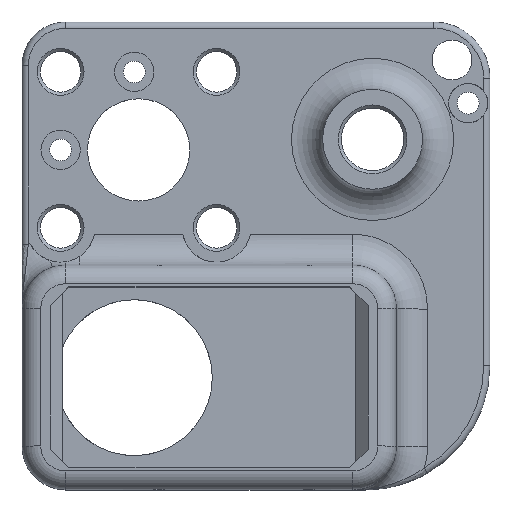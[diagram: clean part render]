
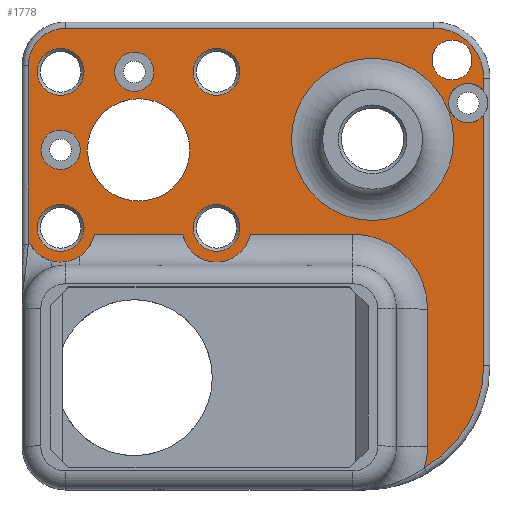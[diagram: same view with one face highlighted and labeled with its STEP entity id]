
A CAD part, top view. The second image highlights one B-rep face of the part: STEP entity #1778.
In plain terms, the highlighted planar face has unit normal (0, 0, 1).
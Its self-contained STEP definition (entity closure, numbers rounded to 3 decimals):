
#57=FACE_BOUND('',#248,.T.);
#58=FACE_BOUND('',#249,.T.);
#59=FACE_BOUND('',#250,.T.);
#60=FACE_BOUND('',#251,.T.);
#61=FACE_BOUND('',#252,.T.);
#62=FACE_BOUND('',#253,.T.);
#63=FACE_BOUND('',#254,.T.);
#64=FACE_BOUND('',#255,.T.);
#65=FACE_BOUND('',#256,.T.);
#102=PLANE('',#1917);
#138=FACE_OUTER_BOUND('',#247,.T.);
#247=EDGE_LOOP('',(#1210,#1211,#1212,#1213,#1214,#1215,#1216,#1217,#1218,
#1219,#1220,#1221,#1222,#1223,#1224,#1225,#1226));
#248=EDGE_LOOP('',(#1227));
#249=EDGE_LOOP('',(#1228));
#250=EDGE_LOOP('',(#1229));
#251=EDGE_LOOP('',(#1230));
#252=EDGE_LOOP('',(#1231));
#253=EDGE_LOOP('',(#1232));
#254=EDGE_LOOP('',(#1233));
#255=EDGE_LOOP('',(#1234));
#256=EDGE_LOOP('',(#1235));
#392=LINE('',#2773,#508);
#393=LINE('',#2777,#509);
#394=LINE('',#2781,#510);
#395=LINE('',#2787,#511);
#396=LINE('',#2791,#512);
#397=LINE('',#2795,#513);
#398=LINE('',#2800,#514);
#508=VECTOR('',#2177,10.);
#509=VECTOR('',#2180,10.);
#510=VECTOR('',#2183,10.);
#511=VECTOR('',#2188,10.);
#512=VECTOR('',#2191,10.);
#513=VECTOR('',#2194,10.);
#514=VECTOR('',#2199,10.);
#621=CIRCLE('',#1902,3.15);
#624=CIRCLE('',#1907,3.15);
#627=CIRCLE('',#1912,3.15);
#629=CIRCLE('',#1914,3.15);
#631=CIRCLE('',#1918,8.);
#632=CIRCLE('',#1919,6.);
#633=CIRCLE('',#1920,12.);
#634=CIRCLE('',#1921,5.5);
#635=CIRCLE('',#1922,5.5);
#636=CIRCLE('',#1923,12.);
#637=CIRCLE('',#1924,12.);
#638=CIRCLE('',#1925,19.);
#639=CIRCLE('',#1926,3.75);
#640=CIRCLE('',#1927,3.75);
#641=CIRCLE('',#1928,13.);
#642=CIRCLE('',#1929,3.75);
#643=CIRCLE('',#1930,3.75);
#644=CIRCLE('',#1931,8.2);
#645=CIRCLE('',#1932,3.2);
#755=VERTEX_POINT('',#2732);
#758=VERTEX_POINT('',#2741);
#761=VERTEX_POINT('',#2750);
#762=VERTEX_POINT('',#2751);
#763=VERTEX_POINT('',#2762);
#766=VERTEX_POINT('',#2772);
#767=VERTEX_POINT('',#2774);
#768=VERTEX_POINT('',#2776);
#769=VERTEX_POINT('',#2778);
#770=VERTEX_POINT('',#2780);
#771=VERTEX_POINT('',#2782);
#772=VERTEX_POINT('',#2784);
#773=VERTEX_POINT('',#2786);
#774=VERTEX_POINT('',#2788);
#775=VERTEX_POINT('',#2790);
#776=VERTEX_POINT('',#2792);
#777=VERTEX_POINT('',#2794);
#778=VERTEX_POINT('',#2796);
#779=VERTEX_POINT('',#2798);
#780=VERTEX_POINT('',#2801);
#781=VERTEX_POINT('',#2803);
#782=VERTEX_POINT('',#2805);
#783=VERTEX_POINT('',#2807);
#784=VERTEX_POINT('',#2809);
#785=VERTEX_POINT('',#2811);
#786=VERTEX_POINT('',#2813);
#924=EDGE_CURVE('',#755,#755,#621,.T.);
#928=EDGE_CURVE('',#758,#758,#624,.T.);
#933=EDGE_CURVE('',#762,#763,#627,.T.);
#936=EDGE_CURVE('',#763,#761,#629,.T.);
#938=EDGE_CURVE('',#762,#766,#392,.T.);
#939=EDGE_CURVE('',#766,#767,#631,.T.);
#940=EDGE_CURVE('',#767,#768,#393,.T.);
#941=EDGE_CURVE('',#768,#769,#632,.T.);
#942=EDGE_CURVE('',#769,#770,#394,.T.);
#943=EDGE_CURVE('',#770,#771,#633,.T.);
#944=EDGE_CURVE('',#772,#771,#634,.T.);
#945=EDGE_CURVE('',#772,#773,#395,.T.);
#946=EDGE_CURVE('',#774,#773,#635,.T.);
#947=EDGE_CURVE('',#774,#775,#396,.T.);
#948=EDGE_CURVE('',#775,#776,#636,.T.);
#949=EDGE_CURVE('',#776,#777,#397,.T.);
#950=EDGE_CURVE('',#777,#778,#637,.T.);
#951=EDGE_CURVE('',#778,#779,#638,.T.);
#952=EDGE_CURVE('',#779,#761,#398,.T.);
#953=EDGE_CURVE('',#780,#780,#639,.T.);
#954=EDGE_CURVE('',#781,#781,#640,.T.);
#955=EDGE_CURVE('',#782,#782,#641,.T.);
#956=EDGE_CURVE('',#783,#783,#642,.T.);
#957=EDGE_CURVE('',#784,#784,#643,.T.);
#958=EDGE_CURVE('',#785,#785,#644,.T.);
#959=EDGE_CURVE('',#786,#786,#645,.T.);
#1210=ORIENTED_EDGE('',*,*,#933,.F.);
#1211=ORIENTED_EDGE('',*,*,#938,.T.);
#1212=ORIENTED_EDGE('',*,*,#939,.T.);
#1213=ORIENTED_EDGE('',*,*,#940,.T.);
#1214=ORIENTED_EDGE('',*,*,#941,.T.);
#1215=ORIENTED_EDGE('',*,*,#942,.T.);
#1216=ORIENTED_EDGE('',*,*,#943,.T.);
#1217=ORIENTED_EDGE('',*,*,#944,.F.);
#1218=ORIENTED_EDGE('',*,*,#945,.T.);
#1219=ORIENTED_EDGE('',*,*,#946,.F.);
#1220=ORIENTED_EDGE('',*,*,#947,.T.);
#1221=ORIENTED_EDGE('',*,*,#948,.T.);
#1222=ORIENTED_EDGE('',*,*,#949,.T.);
#1223=ORIENTED_EDGE('',*,*,#950,.T.);
#1224=ORIENTED_EDGE('',*,*,#951,.T.);
#1225=ORIENTED_EDGE('',*,*,#952,.T.);
#1226=ORIENTED_EDGE('',*,*,#936,.F.);
#1227=ORIENTED_EDGE('',*,*,#953,.T.);
#1228=ORIENTED_EDGE('',*,*,#954,.T.);
#1229=ORIENTED_EDGE('',*,*,#955,.T.);
#1230=ORIENTED_EDGE('',*,*,#956,.T.);
#1231=ORIENTED_EDGE('',*,*,#957,.T.);
#1232=ORIENTED_EDGE('',*,*,#958,.F.);
#1233=ORIENTED_EDGE('',*,*,#959,.F.);
#1234=ORIENTED_EDGE('',*,*,#928,.F.);
#1235=ORIENTED_EDGE('',*,*,#924,.F.);
#1778=ADVANCED_FACE('',(#138,#57,#58,#59,#60,#61,#62,#63,#64,#65),#102,
 .T.);
#1902=AXIS2_PLACEMENT_3D('',#2733,#2142,#2143);
#1907=AXIS2_PLACEMENT_3D('',#2742,#2153,#2154);
#1912=AXIS2_PLACEMENT_3D('',#2763,#2164,#2165);
#1914=AXIS2_PLACEMENT_3D('',#2767,#2169,#2170);
#1917=AXIS2_PLACEMENT_3D('',#2771,#2175,#2176);
#1918=AXIS2_PLACEMENT_3D('',#2775,#2178,#2179);
#1919=AXIS2_PLACEMENT_3D('',#2779,#2181,#2182);
#1920=AXIS2_PLACEMENT_3D('',#2783,#2184,#2185);
#1921=AXIS2_PLACEMENT_3D('',#2785,#2186,#2187);
#1922=AXIS2_PLACEMENT_3D('',#2789,#2189,#2190);
#1923=AXIS2_PLACEMENT_3D('',#2793,#2192,#2193);
#1924=AXIS2_PLACEMENT_3D('',#2797,#2195,#2196);
#1925=AXIS2_PLACEMENT_3D('',#2799,#2197,#2198);
#1926=AXIS2_PLACEMENT_3D('',#2802,#2200,#2201);
#1927=AXIS2_PLACEMENT_3D('',#2804,#2202,#2203);
#1928=AXIS2_PLACEMENT_3D('',#2806,#2204,#2205);
#1929=AXIS2_PLACEMENT_3D('',#2808,#2206,#2207);
#1930=AXIS2_PLACEMENT_3D('',#2810,#2208,#2209);
#1931=AXIS2_PLACEMENT_3D('',#2812,#2210,#2211);
#1932=AXIS2_PLACEMENT_3D('',#2814,#2212,#2213);
#2142=DIRECTION('center_axis',(0.,0.,1.));
#2143=DIRECTION('ref_axis',(1.,0.,0.));
#2153=DIRECTION('center_axis',(0.,0.,1.));
#2154=DIRECTION('ref_axis',(1.,0.,0.));
#2164=DIRECTION('center_axis',(0.,0.,1.));
#2165=DIRECTION('ref_axis',(1.,0.,0.));
#2169=DIRECTION('center_axis',(0.,0.,1.));
#2170=DIRECTION('ref_axis',(1.,0.,0.));
#2175=DIRECTION('center_axis',(0.,0.,1.));
#2176=DIRECTION('ref_axis',(1.,0.,0.));
#2177=DIRECTION('',(0.,1.,0.));
#2178=DIRECTION('center_axis',(0.,0.,1.));
#2179=DIRECTION('ref_axis',(0.707,0.707,0.));
#2180=DIRECTION('',(-1.,0.,0.));
#2181=DIRECTION('center_axis',(0.,0.,1.));
#2182=DIRECTION('ref_axis',(-0.707,0.707,0.));
#2183=DIRECTION('',(0.,-1.,0.));
#2184=DIRECTION('center_axis',(0.,0.,-1.));
#2185=DIRECTION('ref_axis',(-0.707,0.707,0.));
#2186=DIRECTION('center_axis',(0.,0.,-1.));
#2187=DIRECTION('ref_axis',(-1.,0.,0.));
#2188=DIRECTION('',(1.,0.,0.));
#2189=DIRECTION('center_axis',(0.,0.,-1.));
#2190=DIRECTION('ref_axis',(-1.,0.,0.));
#2191=DIRECTION('',(1.,0.,0.));
#2192=DIRECTION('center_axis',(0.,0.,-1.));
#2193=DIRECTION('ref_axis',(0.707,0.707,0.));
#2194=DIRECTION('',(0.,-1.,0.));
#2195=DIRECTION('center_axis',(0.,0.,-1.));
#2196=DIRECTION('ref_axis',(0.707,-0.707,0.));
#2197=DIRECTION('center_axis',(0.,0.,1.));
#2198=DIRECTION('ref_axis',(0.851,-0.525,0.));
#2199=DIRECTION('',(0.,1.,0.));
#2200=DIRECTION('center_axis',(0.,0.,-1.));
#2201=DIRECTION('ref_axis',(-1.,0.,0.));
#2202=DIRECTION('center_axis',(0.,0.,-1.));
#2203=DIRECTION('ref_axis',(1.,0.,0.));
#2204=DIRECTION('center_axis',(0.,0.,-1.));
#2205=DIRECTION('ref_axis',(1.,0.,0.));
#2206=DIRECTION('center_axis',(0.,0.,-1.));
#2207=DIRECTION('ref_axis',(1.,0.,0.));
#2208=DIRECTION('center_axis',(0.,0.,-1.));
#2209=DIRECTION('ref_axis',(-1.,0.,0.));
#2210=DIRECTION('center_axis',(0.,0.,1.));
#2211=DIRECTION('ref_axis',(1.,0.,0.));
#2212=DIRECTION('center_axis',(0.,0.,1.));
#2213=DIRECTION('ref_axis',(1.,0.,0.));
#2732=CARTESIAN_POINT('',(-14.966,36.5,5.));
#2733=CARTESIAN_POINT('Origin',(-11.816,36.5,5.));
#2741=CARTESIAN_POINT('',(-3.15,49.,5.));
#2742=CARTESIAN_POINT('Origin',(0.,49.,5.));
#2750=CARTESIAN_POINT('',(56.,42.084,5.));
#2751=CARTESIAN_POINT('',(56.,45.916,5.));
#2762=CARTESIAN_POINT('',(50.35,44.,5.));
#2763=CARTESIAN_POINT('Origin',(53.5,44.,5.));
#2767=CARTESIAN_POINT('Origin',(53.5,44.,5.));
#2771=CARTESIAN_POINT('Origin',(19.5,19.5,5.));
#2772=CARTESIAN_POINT('',(56.,48.,5.));
#2773=CARTESIAN_POINT('',(56.,33.75,5.));
#2774=CARTESIAN_POINT('',(48.,56.,5.));
#2775=CARTESIAN_POINT('Origin',(48.,48.,5.));
#2776=CARTESIAN_POINT('',(-11.,56.,5.));
#2777=CARTESIAN_POINT('',(4.25,56.,5.));
#2778=CARTESIAN_POINT('',(-17.,50.,5.));
#2779=CARTESIAN_POINT('Origin',(-11.,50.,5.));
#2780=CARTESIAN_POINT('',(-17.,21.392,5.));
#2781=CARTESIAN_POINT('',(-17.,4.25,5.));
#2782=CARTESIAN_POINT('',(-16.736,21.54,5.));
#2783=CARTESIAN_POINT('Origin',(-11.,11.,5.));
#2784=CARTESIAN_POINT('',(-6.408,23.,5.));
#2785=CARTESIAN_POINT('Origin',(-11.816,24.,5.));
#2786=CARTESIAN_POINT('',(7.775,23.,5.));
#2787=CARTESIAN_POINT('',(4.25,23.,5.));
#2788=CARTESIAN_POINT('',(18.592,23.,5.));
#2789=CARTESIAN_POINT('Origin',(13.184,24.,5.));
#2790=CARTESIAN_POINT('',(35.,23.,5.));
#2791=CARTESIAN_POINT('',(4.25,23.,5.));
#2792=CARTESIAN_POINT('',(47.,11.,5.));
#2793=CARTESIAN_POINT('Origin',(35.,11.,5.));
#2794=CARTESIAN_POINT('',(47.,-11.,5.));
#2795=CARTESIAN_POINT('',(47.,15.25,5.));
#2796=CARTESIAN_POINT('',(46.49,-14.46,5.));
#2797=CARTESIAN_POINT('Origin',(35.,-11.,5.));
#2798=CARTESIAN_POINT('',(56.,2.,5.));
#2799=CARTESIAN_POINT('Origin',(37.,2.,5.));
#2800=CARTESIAN_POINT('',(56.,33.75,5.));
#2801=CARTESIAN_POINT('',(16.934,24.,5.));
#2802=CARTESIAN_POINT('Origin',(13.184,24.,5.));
#2803=CARTESIAN_POINT('',(-15.566,49.,5.));
#2804=CARTESIAN_POINT('Origin',(-11.816,49.,5.));
#2805=CARTESIAN_POINT('',(25.184,38.184,5.));
#2806=CARTESIAN_POINT('Origin',(38.184,38.184,5.));
#2807=CARTESIAN_POINT('',(9.434,49.,5.));
#2808=CARTESIAN_POINT('Origin',(13.184,49.,5.));
#2809=CARTESIAN_POINT('',(-8.066,24.,5.));
#2810=CARTESIAN_POINT('Origin',(-11.816,24.,5.));
#2811=CARTESIAN_POINT('',(-7.516,36.5,5.));
#2812=CARTESIAN_POINT('Origin',(0.684,36.5,5.));
#2813=CARTESIAN_POINT('',(47.712,50.912,5.));
#2814=CARTESIAN_POINT('Origin',(50.912,50.912,5.));
